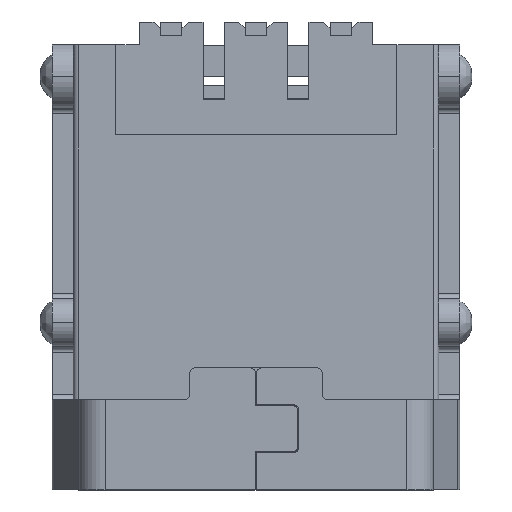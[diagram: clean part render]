
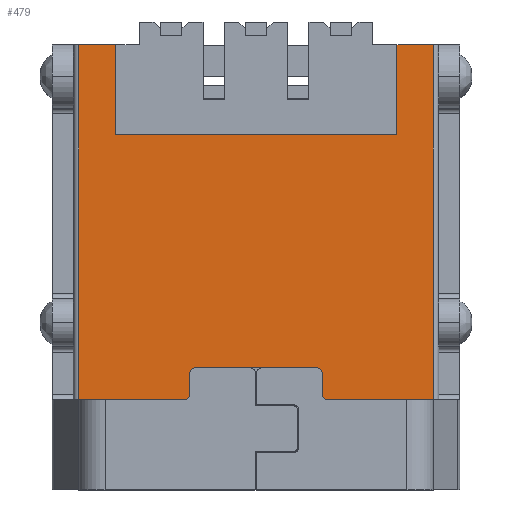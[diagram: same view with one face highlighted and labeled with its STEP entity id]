
A CAD part, top view. The second image highlights one B-rep face of the part: STEP entity #479.
In plain terms, the highlighted planar face has unit normal (0, 0, 1).
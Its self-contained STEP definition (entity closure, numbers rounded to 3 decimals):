
#479=ADVANCED_FACE('',(#1368),#1369,.F.);
#1368=FACE_OUTER_BOUND('',#2921,.T.);
#1369=PLANE('',#2922);
#2921=EDGE_LOOP('',(#6155,#6156,#6157,#6158,#6159,#6160,#6161,#6162,#6163,#6164,#6165,#6166,#6167,#6168,#6169,#6170));
#2922=AXIS2_PLACEMENT_3D('',#6171,#6172,#6173);
#6155=ORIENTED_EDGE('',*,*,#9078,.T.);
#6156=ORIENTED_EDGE('',*,*,#9079,.T.);
#6157=ORIENTED_EDGE('',*,*,#8859,.T.);
#6158=ORIENTED_EDGE('',*,*,#9003,.F.);
#6159=ORIENTED_EDGE('',*,*,#9001,.F.);
#6160=ORIENTED_EDGE('',*,*,#8999,.F.);
#6161=ORIENTED_EDGE('',*,*,#8845,.T.);
#6162=ORIENTED_EDGE('',*,*,#9080,.T.);
#6163=ORIENTED_EDGE('',*,*,#9081,.T.);
#6164=ORIENTED_EDGE('',*,*,#9082,.T.);
#6165=ORIENTED_EDGE('',*,*,#9083,.F.);
#6166=ORIENTED_EDGE('',*,*,#9084,.T.);
#6167=ORIENTED_EDGE('',*,*,#9085,.F.);
#6168=ORIENTED_EDGE('',*,*,#9086,.T.);
#6169=ORIENTED_EDGE('',*,*,#9087,.F.);
#6170=ORIENTED_EDGE('',*,*,#9088,.T.);
#6171=CARTESIAN_POINT('',(3.45,1.25,1.95));
#6172=DIRECTION('',(0.,0.0,-1.0));
#6173=DIRECTION('',(-1.0,0.0,0.));
#8845=EDGE_CURVE('',#10919,#10917,#10920,.T.);
#8859=EDGE_CURVE('',#10943,#10944,#10945,.T.);
#8999=EDGE_CURVE('',#10919,#11191,#11192,.T.);
#9001=EDGE_CURVE('',#11191,#11194,#11195,.T.);
#9003=EDGE_CURVE('',#11194,#10944,#11197,.T.);
#9078=EDGE_CURVE('',#11320,#11321,#11322,.T.);
#9079=EDGE_CURVE('',#11321,#10943,#11323,.T.);
#9080=EDGE_CURVE('',#10917,#11324,#11325,.F.);
#9081=EDGE_CURVE('',#11324,#11326,#11327,.T.);
#9082=EDGE_CURVE('',#11326,#11328,#11329,.F.);
#9083=EDGE_CURVE('',#11330,#11328,#11331,.T.);
#9084=EDGE_CURVE('',#11330,#11332,#11333,.T.);
#9085=EDGE_CURVE('',#11334,#11332,#11335,.T.);
#9086=EDGE_CURVE('',#11334,#11336,#11337,.T.);
#9087=EDGE_CURVE('',#11338,#11336,#11339,.T.);
#9088=EDGE_CURVE('',#11338,#11320,#11340,.F.);
#10917=VERTEX_POINT('',#14195);
#10919=VERTEX_POINT('',#14197);
#10920=LINE('',#14198,#14199);
#10943=VERTEX_POINT('',#14233);
#10944=VERTEX_POINT('',#14234);
#10945=LINE('',#14235,#14236);
#11191=VERTEX_POINT('',#14615);
#11192=LINE('',#14616,#14617);
#11194=VERTEX_POINT('',#14620);
#11195=LINE('',#14621,#14622);
#11197=LINE('',#14625,#14626);
#11320=VERTEX_POINT('',#14820);
#11321=VERTEX_POINT('',#14821);
#11322=LINE('',#14822,#14823);
#11323=LINE('',#14824,#14825);
#11324=VERTEX_POINT('',#14826);
#11325=LINE('',#14827,#14828);
#11326=VERTEX_POINT('',#14829);
#11327=LINE('',#14830,#14831);
#11328=VERTEX_POINT('',#14832);
#11329=CIRCLE('',#14833,0.1);
#11330=VERTEX_POINT('',#14834);
#11331=LINE('',#14835,#14836);
#11332=VERTEX_POINT('',#14837);
#11333=CIRCLE('',#14838,0.1);
#11334=VERTEX_POINT('',#14839);
#11335=LINE('',#14840,#14841);
#11336=VERTEX_POINT('',#14842);
#11337=CIRCLE('',#14843,0.1);
#11338=VERTEX_POINT('',#14844);
#11339=LINE('',#14845,#14846);
#11340=CIRCLE('',#14847,0.1);
#14195=CARTESIAN_POINT('',(-3.35,4.2,1.95));
#14197=CARTESIAN_POINT('',(-2.65,4.2,1.95));
#14198=CARTESIAN_POINT('',(3.45,4.2,1.95));
#14199=VECTOR('',#17277,1000.0);
#14233=CARTESIAN_POINT('',(3.35,4.2,1.95));
#14234=CARTESIAN_POINT('',(2.662,4.2,1.95));
#14235=CARTESIAN_POINT('',(3.45,4.2,1.95));
#14236=VECTOR('',#17295,1000.0);
#14615=CARTESIAN_POINT('',(-2.65,2.5,1.95));
#14616=CARTESIAN_POINT('',(-2.65,4.625,1.95));
#14617=VECTOR('',#17447,1000.0);
#14620=CARTESIAN_POINT('',(2.662,2.5,1.95));
#14621=CARTESIAN_POINT('',(-2.65,2.5,1.95));
#14622=VECTOR('',#17449,1000.0);
#14625=CARTESIAN_POINT('',(2.662,2.5,1.95));
#14626=VECTOR('',#17451,1000.0);
#14820=CARTESIAN_POINT('',(1.35,-2.5,1.95));
#14821=CARTESIAN_POINT('',(3.35,-2.5,1.95));
#14822=CARTESIAN_POINT('',(-3.45,-2.5,1.95));
#14823=VECTOR('',#17532,1000.0);
#14824=CARTESIAN_POINT('',(3.35,1.25,1.95));
#14825=VECTOR('',#17533,1000.0);
#14826=CARTESIAN_POINT('',(-3.35,-2.5,1.95));
#14827=CARTESIAN_POINT('',(-3.35,1.25,1.95));
#14828=VECTOR('',#17534,1000.0);
#14829=CARTESIAN_POINT('',(-1.35,-2.5,1.95));
#14830=CARTESIAN_POINT('',(-3.45,-2.5,1.95));
#14831=VECTOR('',#17535,1000.0);
#14832=CARTESIAN_POINT('',(-1.25,-2.4,1.95));
#14833=AXIS2_PLACEMENT_3D('',#17536,#17537,#17538);
#14834=CARTESIAN_POINT('',(-1.25,-2.0,1.95));
#14835=CARTESIAN_POINT('',(-1.25,-1.9,1.95));
#14836=VECTOR('',#17539,1000.0);
#14837=CARTESIAN_POINT('',(-1.15,-1.9,1.95));
#14838=AXIS2_PLACEMENT_3D('',#17540,#17541,#17542);
#14839=CARTESIAN_POINT('',(1.15,-1.9,1.95));
#14840=CARTESIAN_POINT('',(1.25,-1.9,1.95));
#14841=VECTOR('',#17543,1000.0);
#14842=CARTESIAN_POINT('',(1.25,-2.0,1.95));
#14843=AXIS2_PLACEMENT_3D('',#17544,#17545,#17546);
#14844=CARTESIAN_POINT('',(1.25,-2.4,1.95));
#14845=CARTESIAN_POINT('',(1.25,-2.5,1.95));
#14846=VECTOR('',#17547,1000.0);
#14847=AXIS2_PLACEMENT_3D('',#17548,#17549,#17550);
#17277=DIRECTION('',(-1.0,0.0,0.));
#17295=DIRECTION('',(-1.0,0.0,0.));
#17447=DIRECTION('',(0.,-1.0,0.));
#17449=DIRECTION('',(1.0,0.0,0.));
#17451=DIRECTION('',(0.0,1.0,0.0));
#17532=DIRECTION('',(1.0,0.0,0.0));
#17533=DIRECTION('',(0.0,1.0,0.0));
#17534=DIRECTION('',(0.0,1.0,0.0));
#17535=DIRECTION('',(1.0,0.0,0.0));
#17536=CARTESIAN_POINT('',(-1.35,-2.4,1.95));
#17537=DIRECTION('',(0.,0.0,-1.0));
#17538=DIRECTION('',(-1.0,0.0,0.));
#17539=DIRECTION('',(0.,-1.0,0.));
#17540=CARTESIAN_POINT('',(-1.15,-2.0,1.95));
#17541=DIRECTION('',(0.,0.0,-1.0));
#17542=DIRECTION('',(-1.0,0.0,0.));
#17543=DIRECTION('',(-1.0,0.0,0.));
#17544=CARTESIAN_POINT('',(1.15,-2.0,1.95));
#17545=DIRECTION('',(0.,0.0,-1.0));
#17546=DIRECTION('',(-1.0,0.0,0.));
#17547=DIRECTION('',(0.,1.0,0.));
#17548=CARTESIAN_POINT('',(1.35,-2.4,1.95));
#17549=DIRECTION('',(0.,0.0,-1.0));
#17550=DIRECTION('',(-1.0,0.0,0.));
